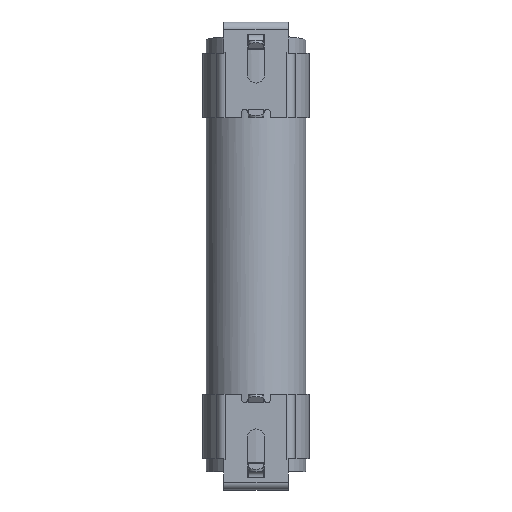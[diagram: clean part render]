
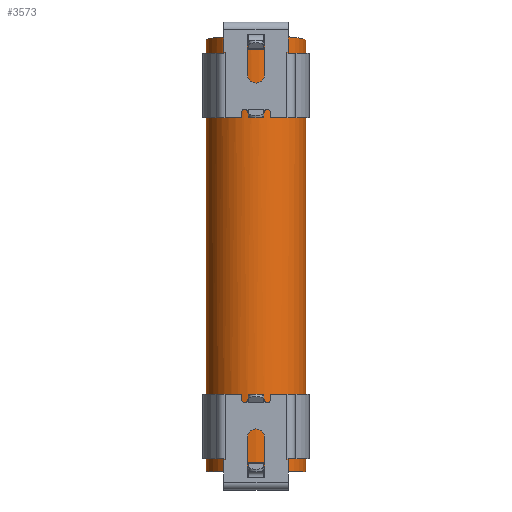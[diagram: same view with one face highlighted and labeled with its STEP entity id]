
A CAD part, front view. The second image highlights one B-rep face of the part: STEP entity #3573.
In plain terms, the highlighted cylindrical face has radius 4.9 mm (diameter 9.8 mm), a full revolution.
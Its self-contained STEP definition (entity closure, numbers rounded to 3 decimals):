
#13=ELLIPSE('',#3967,4.919,4.9);
#504=LINE('',#6371,#831);
#831=VECTOR('',#5051,4.9);
#910=CYLINDRICAL_SURFACE('',#3966,4.9);
#1129=FACE_OUTER_BOUND('',#1358,.T.);
#1358=EDGE_LOOP('',(#3349,#3350,#3351,#3352));
#1525=CIRCLE('',#3968,4.9);
#1826=VERTEX_POINT('',#6368);
#1827=VERTEX_POINT('',#6370);
#2334=EDGE_CURVE('',#1826,#1826,#13,.T.);
#2335=EDGE_CURVE('',#1826,#1827,#504,.T.);
#2336=EDGE_CURVE('',#1827,#1827,#1525,.T.);
#3349=ORIENTED_EDGE('',*,*,#2334,.F.);
#3350=ORIENTED_EDGE('',*,*,#2335,.T.);
#3351=ORIENTED_EDGE('',*,*,#2336,.T.);
#3352=ORIENTED_EDGE('',*,*,#2335,.F.);
#3573=ADVANCED_FACE('',(#1129),#910,.T.);
#3966=AXIS2_PLACEMENT_3D('',#6367,#5047,#5048);
#3967=AXIS2_PLACEMENT_3D('',#6369,#5049,#5050);
#3968=AXIS2_PLACEMENT_3D('',#6372,#5052,#5053);
#5047=DIRECTION('center_axis',(0.,0.,1.));
#5048=DIRECTION('ref_axis',(1.,0.,0.));
#5049=DIRECTION('center_axis',(0.,0.087,
0.996));
#5050=DIRECTION('ref_axis',(0.,0.996,-0.087));
#5051=DIRECTION('',(0.,0.,-1.));
#5052=DIRECTION('center_axis',(0.,0.,1.));
#5053=DIRECTION('ref_axis',(1.,0.,0.));
#6367=CARTESIAN_POINT('Origin',(0.,10.733,-2.928));
#6368=CARTESIAN_POINT('',(-4.9,10.733,39.572));
#6369=CARTESIAN_POINT('Origin',(0.,10.733,39.572));
#6370=CARTESIAN_POINT('',(-4.9,10.733,-2.928));
#6371=CARTESIAN_POINT('',(-4.9,10.733,-2.928));
#6372=CARTESIAN_POINT('Origin',(0.,10.733,-2.928));
